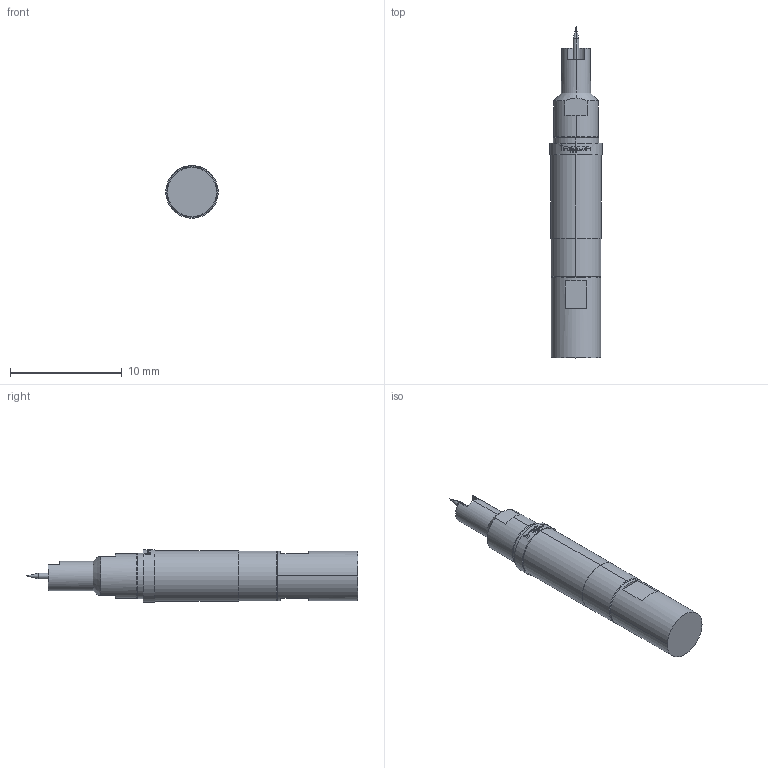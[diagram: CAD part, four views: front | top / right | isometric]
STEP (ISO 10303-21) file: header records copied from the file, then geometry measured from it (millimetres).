
FILE_DESCRIPTION (( 'STEP AP203' ), '1' );
FILE_NAME ('INGUN_HFS-4x0_201_051_A_xx02_S.STEP', '2022-04-26T12:25:29', ( 'ochi' ), ( '' ), 'SwSTEP 2.0', 'SolidWorks 2018', '' );
FILE_SCHEMA (( 'CONFIG_CONTROL_DESIGN' ));
Length unit declared in the file: millimetre
Products named in the file (1): INGUN_HFS-4x0_201_051_A_xx02_S
Bounding box: 4.7 x 29.7 x 4.7 mm (x, y, z)
Volume: 370.7 mm3; surface area: 398.5 mm2
Topology: 1 solids, 1 shells, 119 faces, 300 edges, 195 vertices
Faces by surface type: plane 62, cylinder 27, bspline 22, cone 8
Entity records: 3931 total; most frequent: CARTESIAN_POINT 1172, ORIENTED_EDGE 596, DIRECTION 488, EDGE_CURVE 298, VERTEX_POINT 195, AXIS2_PLACEMENT_3D 189, EDGE_LOOP 133, ADVANCED_FACE 119
